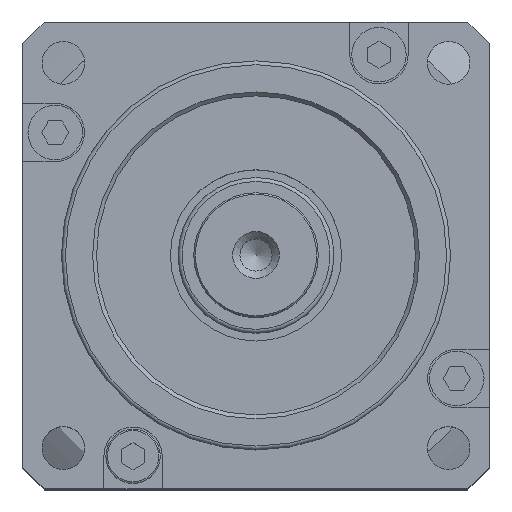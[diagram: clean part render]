
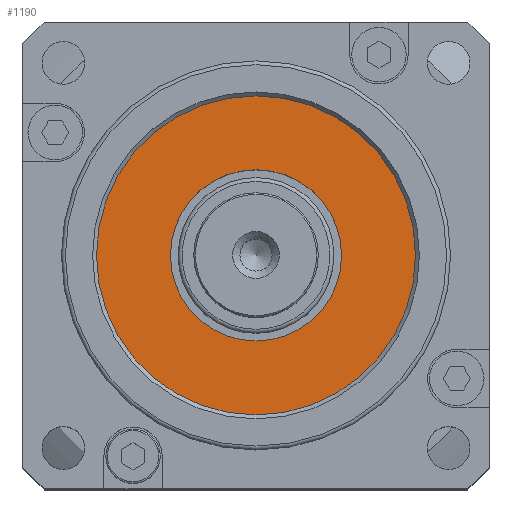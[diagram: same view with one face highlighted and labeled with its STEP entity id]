
A CAD part, top view. The second image highlights one B-rep face of the part: STEP entity #1190.
In plain terms, the highlighted planar face has unit normal (0, 0, 1).
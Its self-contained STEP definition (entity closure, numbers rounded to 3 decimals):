
#1190 = ADVANCED_FACE( '', ( #3508, #3509 ), #3510, .F. );
#1893 = EDGE_CURVE( '', #4570, #4570, #4571, .T. );
#2352 = EDGE_CURVE( '', #5207, #5207, #5208, .T. );
#3508 = FACE_OUTER_BOUND( '', #6768, .T. );
#3509 = FACE_BOUND( '', #6769, .T. );
#3510 = PLANE( '', #6770 );
#4570 = VERTEX_POINT( '', #8395 );
#4571 = CIRCLE( '', #8396, 20.5 );
#5207 = VERTEX_POINT( '', #9439 );
#5208 = CIRCLE( '', #9440, 11. );
#6768 = EDGE_LOOP( '', ( #11300 ) );
#6769 = EDGE_LOOP( '', ( #11301 ) );
#6770 = AXIS2_PLACEMENT_3D( '', #11302, #11303, #11304 );
#8395 = CARTESIAN_POINT( '', ( -20.5, 0., 83.7 ) );
#8396 = AXIS2_PLACEMENT_3D( '', #12518, #12519, #12520 );
#9439 = CARTESIAN_POINT( '', ( -11., 0., 83.7 ) );
#9440 = AXIS2_PLACEMENT_3D( '', #13309, #13310, #13311 );
#11300 = ORIENTED_EDGE( '', *, *, #1893, .F. );
#11301 = ORIENTED_EDGE( '', *, *, #2352, .T. );
#11302 = CARTESIAN_POINT( '', ( 0., 0., 83.7 ) );
#11303 = DIRECTION( '', ( 0., 0., -1. ) );
#11304 = DIRECTION( '', ( 0., -1., 0. ) );
#12518 = CARTESIAN_POINT( '', ( 0., 0., 83.7 ) );
#12519 = DIRECTION( '', ( 0., 0., -1. ) );
#12520 = DIRECTION( '', ( -1., 0., 0. ) );
#13309 = CARTESIAN_POINT( '', ( 0., 0., 83.7 ) );
#13310 = DIRECTION( '', ( 0., 0., -1. ) );
#13311 = DIRECTION( '', ( -1., 0., 0. ) );
